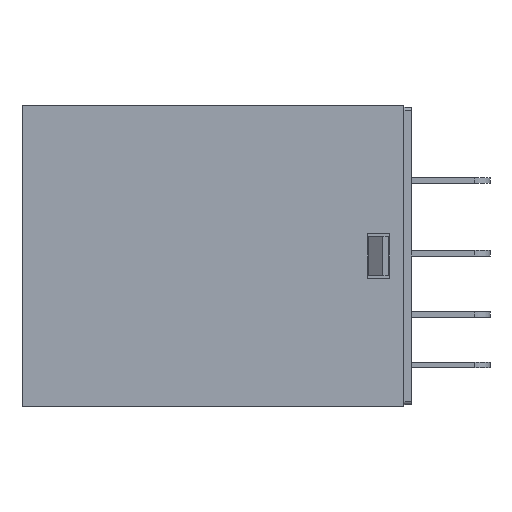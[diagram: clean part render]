
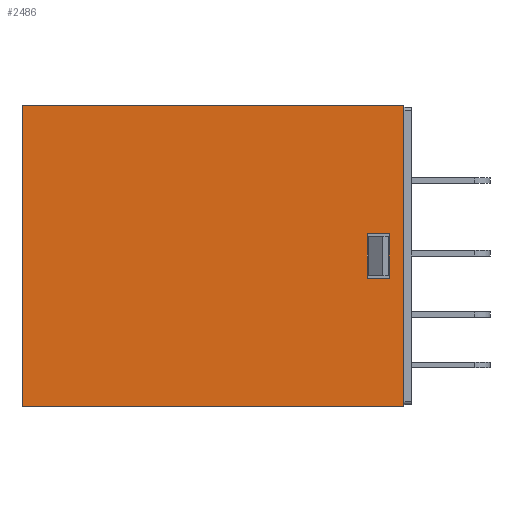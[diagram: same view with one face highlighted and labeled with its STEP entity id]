
A CAD part, left-side view. The second image highlights one B-rep face of the part: STEP entity #2486.
In plain terms, the highlighted planar face has unit normal (-1, 0, 0).
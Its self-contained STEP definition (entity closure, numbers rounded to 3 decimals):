
#417 = EDGE_CURVE ( 'NONE', #6201, #428, #5473, .T. ) ;
#428 = VERTEX_POINT ( 'NONE', #5407 ) ;
#605 = CARTESIAN_POINT ( 'NONE',  ( -10.25, 34.9, 13.5 ) ) ;
#821 = AXIS2_PLACEMENT_3D ( 'NONE', #4780, #4677, #4628 ) ;
#835 = CARTESIAN_POINT ( 'NONE',  ( -10.25, 2., -2. ) ) ;
#905 = VERTEX_POINT ( 'NONE', #605 ) ;
#1140 = EDGE_CURVE ( 'NONE', #2231, #4143, #4390, .T. ) ;
#1191 = EDGE_CURVE ( 'NONE', #4143, #1401, #4343, .T. ) ;
#1279 = DIRECTION ( 'NONE',  ( 0., 1., 0. ) ) ;
#1384 = ORIENTED_EDGE ( 'NONE', *, *, #1140, .F. ) ;
#1401 = VERTEX_POINT ( 'NONE', #4762 ) ;
#1603 = EDGE_LOOP ( 'NONE', ( #5620, #6211, #2242, #5243 ) ) ;
#1704 = EDGE_LOOP ( 'NONE', ( #3031, #4263, #5513, #1384 ) ) ;
#1721 = CARTESIAN_POINT ( 'NONE',  ( -10.25, 2., 2. ) ) ;
#1769 = DIRECTION ( 'NONE',  ( 0., -1., 0. ) ) ;
#2023 = CARTESIAN_POINT ( 'NONE',  ( -10.25, 4., -2. ) ) ;
#2094 = VERTEX_POINT ( 'NONE', #5068 ) ;
#2096 = CARTESIAN_POINT ( 'NONE',  ( -10.25, 34.9, 13.5 ) ) ;
#2106 = DIRECTION ( 'NONE',  ( 0., 0., 1. ) ) ;
#2161 = EDGE_CURVE ( 'NONE', #6201, #905, #3030, .T. ) ;
#2163 = VECTOR ( 'NONE', #1279, 1000. ) ;
#2168 = DIRECTION ( 'NONE',  ( 0., 0., -1. ) ) ;
#2188 = CARTESIAN_POINT ( 'NONE',  ( -10.25, 4., -2. ) ) ;
#2201 = LINE ( 'NONE', #1721, #2163 ) ;
#2220 = EDGE_CURVE ( 'NONE', #2094, #2231, #2913, .T. ) ;
#2231 = VERTEX_POINT ( 'NONE', #2023 ) ;
#2242 = ORIENTED_EDGE ( 'NONE', *, *, #2161, .F. ) ;
#2397 = EDGE_CURVE ( 'NONE', #905, #4505, #2605, .T. ) ;
#2404 = FACE_OUTER_BOUND ( 'NONE', #1603, .T. ) ;
#2467 = FACE_BOUND ( 'NONE', #1704, .T. ) ;
#2486 = ADVANCED_FACE ( 'NONE', ( #2467, #2404 ), #4817, .F. ) ;
#2605 = LINE ( 'NONE', #2096, #2639 ) ;
#2614 = EDGE_CURVE ( 'NONE', #1401, #2094, #2201, .T. ) ;
#2620 = DIRECTION ( 'NONE',  ( 0., -1., 0. ) ) ;
#2639 = VECTOR ( 'NONE', #1769, 1000. ) ;
#2678 = CARTESIAN_POINT ( 'NONE',  ( -10.25, 2., -2. ) ) ;
#2913 = LINE ( 'NONE', #2188, #2935 ) ;
#2935 = VECTOR ( 'NONE', #2168, 1000. ) ;
#3030 = LINE ( 'NONE', #3885, #3068 ) ;
#3031 = ORIENTED_EDGE ( 'NONE', *, *, #2220, .F. ) ;
#3068 = VECTOR ( 'NONE', #4157, 1000. ) ;
#3700 = CARTESIAN_POINT ( 'NONE',  ( -10.25, 2., -2. ) ) ;
#3885 = CARTESIAN_POINT ( 'NONE',  ( -10.25, 34.9, 13.5 ) ) ;
#4143 = VERTEX_POINT ( 'NONE', #3700 ) ;
#4157 = DIRECTION ( 'NONE',  ( 0., 0., 1. ) ) ;
#4263 = ORIENTED_EDGE ( 'NONE', *, *, #2614, .F. ) ;
#4321 = VECTOR ( 'NONE', #2106, 1000. ) ;
#4343 = LINE ( 'NONE', #835, #4321 ) ;
#4390 = LINE ( 'NONE', #2678, #4406 ) ;
#4406 = VECTOR ( 'NONE', #2620, 1000. ) ;
#4505 = VERTEX_POINT ( 'NONE', #5590 ) ;
#4628 = DIRECTION ( 'NONE',  ( 0., 0., -1. ) ) ;
#4677 = DIRECTION ( 'NONE',  ( 1., 0., 0. ) ) ;
#4762 = CARTESIAN_POINT ( 'NONE',  ( -10.25, 2., 2. ) ) ;
#4780 = CARTESIAN_POINT ( 'NONE',  ( -10.25, 34.9, 13.5 ) ) ;
#4817 = PLANE ( 'NONE',  #821 ) ;
#5068 = CARTESIAN_POINT ( 'NONE',  ( -10.25, 4., 2. ) ) ;
#5243 = ORIENTED_EDGE ( 'NONE', *, *, #417, .T. ) ;
#5407 = CARTESIAN_POINT ( 'NONE',  ( -10.25, 0.7, -13.5 ) ) ;
#5435 = VECTOR ( 'NONE', #5731, 1000. ) ;
#5473 = LINE ( 'NONE', #5715, #5435 ) ;
#5513 = ORIENTED_EDGE ( 'NONE', *, *, #1191, .F. ) ;
#5518 = CARTESIAN_POINT ( 'NONE',  ( -10.25, 34.9, -13.5 ) ) ;
#5562 = EDGE_CURVE ( 'NONE', #4505, #428, #6373, .T. ) ;
#5590 = CARTESIAN_POINT ( 'NONE',  ( -10.25, 0.7, 13.5 ) ) ;
#5620 = ORIENTED_EDGE ( 'NONE', *, *, #5562, .F. ) ;
#5688 = CARTESIAN_POINT ( 'NONE',  ( -10.25, 0.7, 13.5 ) ) ;
#5715 = CARTESIAN_POINT ( 'NONE',  ( -10.25, 34.9, -13.5 ) ) ;
#5731 = DIRECTION ( 'NONE',  ( 0., -1., 0. ) ) ;
#6201 = VERTEX_POINT ( 'NONE', #5518 ) ;
#6211 = ORIENTED_EDGE ( 'NONE', *, *, #2397, .F. ) ;
#6280 = DIRECTION ( 'NONE',  ( 0., 0., -1. ) ) ;
#6371 = VECTOR ( 'NONE', #6280, 1000. ) ;
#6373 = LINE ( 'NONE', #5688, #6371 ) ;
